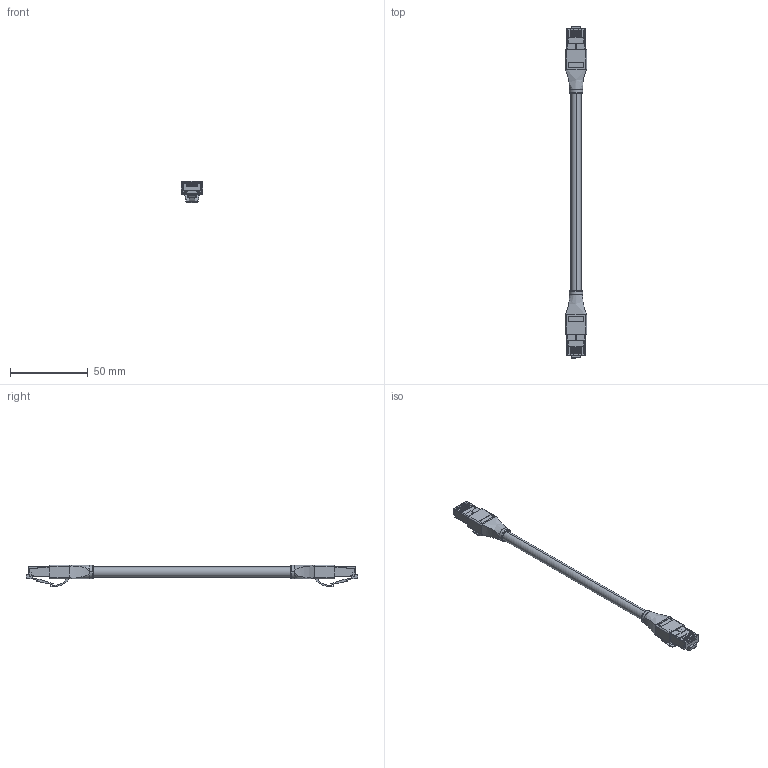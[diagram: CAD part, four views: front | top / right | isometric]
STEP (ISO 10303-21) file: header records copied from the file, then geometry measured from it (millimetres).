
FILE_DESCRIPTION (( 'STEP AP214' ), '1' );
FILE_NAME ('TMD01014014001-035F_3D.step', '2025-01-21T17:28:36', ( '' ), ( '' ), 'SwSTEP 2.0', 'SolidWorks 2022', '' );
FILE_SCHEMA (( 'AUTOMOTIVE_DESIGN' ));
Length unit declared in the file: inch
Products named in the file (9): TDS8PC5-MA3; 1AL03-015_7" long; 1AD03-013-MA4_crimped strain relief; 1AD03-013-MA3; 1AD03-013_crimped; 1AD03-013-MA1; 1AD03-013-MA2; 1AY01-034_NO LOGO; TMD01014014001-035F_3D
Assembly tree (17 placements, depth 3):
  TMD01014014001-035F_3D
    1AL03-015_7" long
    1AD03-013_crimped  x2
      1AD03-013-MA3
      1AD03-013-MA2
      1AD03-013-MA1
      1AD03-013-MA4_crimped strain relief
      TDS8PC5-MA3
    1AY01-034_NO LOGO  x2
Bounding box: 13.67 x 214.01 x 13.92 mm (x, y, z)
Volume: 10229.3 mm3; surface area: 13997.6 mm2
Topology: 27 solids, 27 shells, 1310 faces, 3690 edges, 2352 vertices
Faces by surface type: plane 934, cylinder 316, sphere 36, bspline 16, torus 8
Entity records: 17411 total; most frequent: CARTESIAN_POINT 4086, ORIENTED_EDGE 2816, DIRECTION 2582, EDGE_CURVE 1408, VECTOR 1072, LINE 1072, VERTEX_POINT 894, AXIS2_PLACEMENT_3D 755
